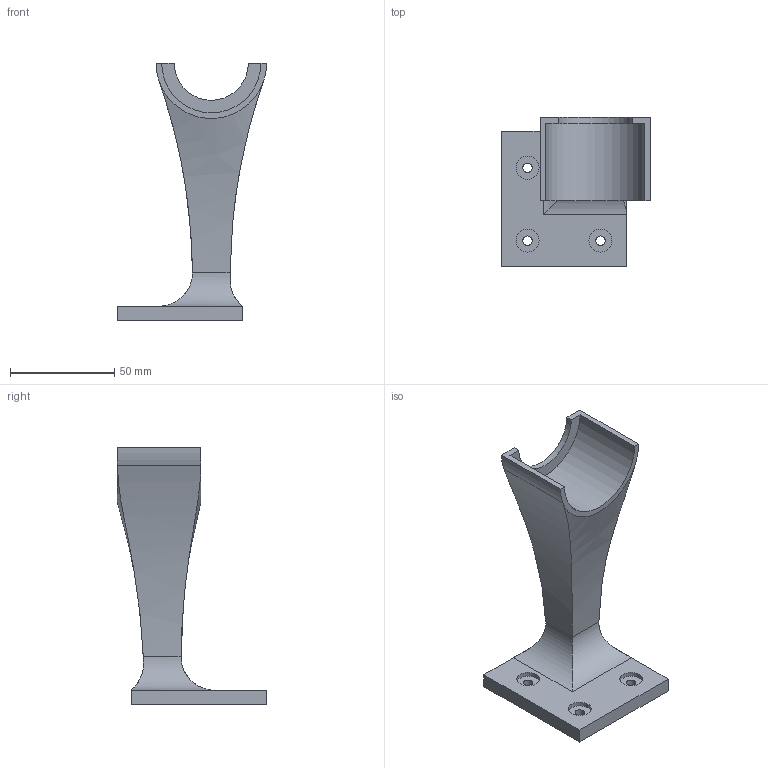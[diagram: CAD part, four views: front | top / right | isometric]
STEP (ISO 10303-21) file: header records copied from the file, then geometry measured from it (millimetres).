
FILE_DESCRIPTION(/* description */ (''),/* implementation_level */ '2;1');
FILE_NAME(/* name */ 'dac_ruby_holder v3.step',/* time_stamp */ '2025-05-28T17:42:03+01:00',/* author */ (''),/* organization */ (''),/* preprocessor_version */ 'ST-DEVELOPER v20.1',/* originating_system */ 'Autodesk Translation Framework v14.10.0.0',/* authorisation */ '');
FILE_SCHEMA (('AUTOMOTIVE_DESIGN { 1 0 10303 214 3 1 1 }'));
Length unit declared in the file: millimetre
Products named in the file (1): dac_ruby_holder
Bounding box: 71.5 x 71.5 x 123.5 mm (x, y, z)
Volume: 101203.9 mm3; surface area: 24879 mm2
Topology: 1 solids, 1 shells, 33 faces, 76 edges, 48 vertices
Faces by surface type: cylinder 16, plane 15, bspline 2
Full cylindrical faces by diameter (mm): 4.5 x3, 11 x3
Entity records: 1202 total; most frequent: CARTESIAN_POINT 413, DIRECTION 153, ORIENTED_EDGE 152, EDGE_CURVE 76, AXIS2_PLACEMENT_3D 56, VERTEX_POINT 48, EDGE_LOOP 42, LINE 41
